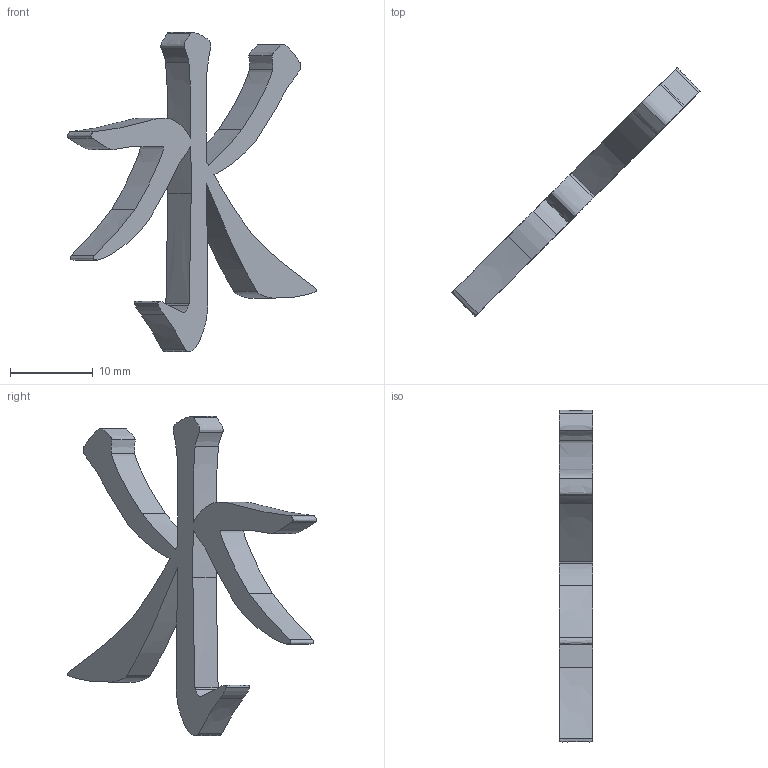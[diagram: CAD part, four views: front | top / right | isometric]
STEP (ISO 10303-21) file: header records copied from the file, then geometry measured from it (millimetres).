
FILE_DESCRIPTION(('FreeCAD Model'),'2;1');
FILE_NAME('mizu_logo.step', '2016-01-29T14:03:26',(''),(''),'Open CASCADE STEP processor 6.8', 'FreeCAD','Unknown');
FILE_SCHEMA(('AUTOMOTIVE_DESIGN_CC2 { 1 2 10303 214 -1 1 5 4 }'));
Length unit declared in the file: millimetre
Products named in the file (2): ASSEMBLY; Clone_of_Fusion003
Assembly tree (1 placements, depth 2):
  ASSEMBLY
    Clone_of_Fusion003
Bounding box: 30.15 x 30.15 x 38.67 mm (x, y, z)
Volume: 1400.3 mm3; surface area: 1712.4 mm2
Topology: 1 solids, 1 shells, 53 faces, 153 edges, 102 vertices
Faces by surface type: extrusion 51, plane 2
Entity records: 11346 total; most frequent: CARTESIAN_POINT 9067, B_SPLINE_CURVE_WITH_KNOTS 471, ORIENTED_EDGE 306, PCURVE 306, DEFINITIONAL_REPRESENTATION 306, EDGE_CURVE 153, SURFACE_CURVE 153, VERTEX_POINT 102
